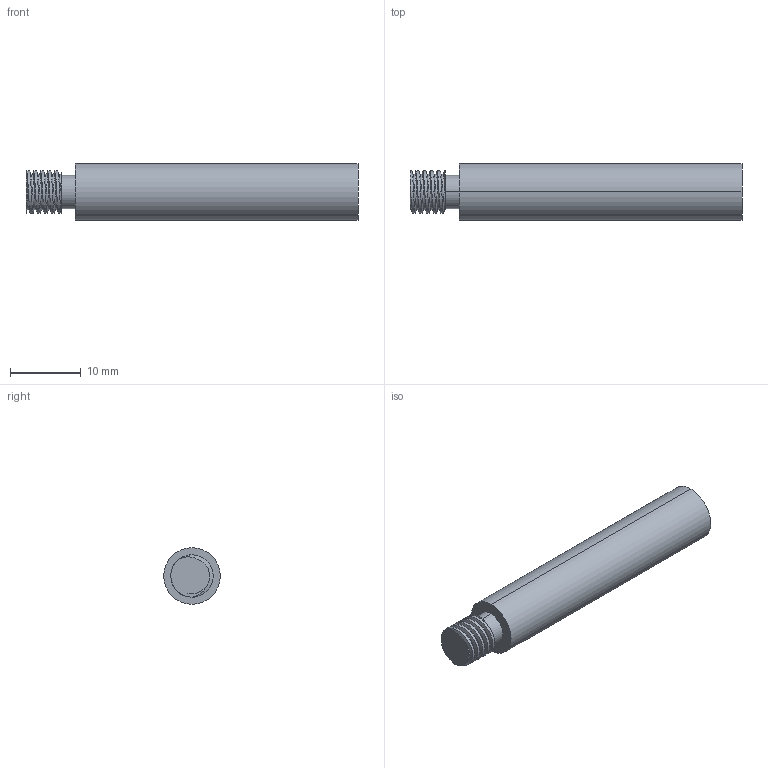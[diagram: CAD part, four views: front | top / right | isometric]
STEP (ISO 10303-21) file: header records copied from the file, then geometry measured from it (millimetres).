
FILE_DESCRIPTION (( 'STEP AP203' ), '1' );
FILE_NAME ('BD6002 Level.STEP', '2020-10-10T01:02:28', ( '' ), ( '' ), 'SwSTEP 2.0', 'SolidWorks 2015', '' );
FILE_SCHEMA (( 'CONFIG_CONTROL_DESIGN' ));
Length unit declared in the file: millimetre
Products named in the file (1): BD6002 Level
Bounding box: 47 x 8 x 8 mm (x, y, z)
Volume: 2167.2 mm3; surface area: 1301.1 mm2
Topology: 1 solids, 1 shells, 22 faces, 53 edges, 35 vertices
Faces by surface type: cylinder 15, plane 4, bspline 3
Entity records: 1710 total; most frequent: CARTESIAN_POINT 1201, ORIENTED_EDGE 106, DIRECTION 72, EDGE_CURVE 53, VERTEX_POINT 35, AXIS2_PLACEMENT_3D 29, EDGE_LOOP 24, ADVANCED_FACE 22
